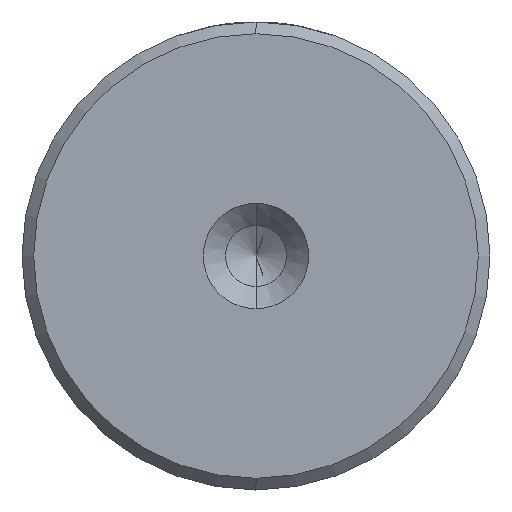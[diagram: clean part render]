
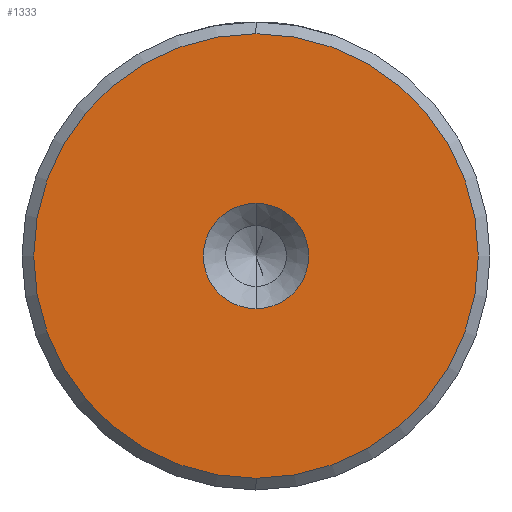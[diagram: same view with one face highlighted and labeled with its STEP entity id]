
A CAD part, left-side view. The second image highlights one B-rep face of the part: STEP entity #1333.
In plain terms, the highlighted planar face has unit normal (-1, 0, 0).
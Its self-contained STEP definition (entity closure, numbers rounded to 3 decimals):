
#223 = VERTEX_POINT ( 'NONE', #1787 ) ;
#293 = DIRECTION ( 'NONE',  ( 0., 0., 1. ) ) ;
#338 = EDGE_CURVE ( 'NONE', #223, #636, #1521, .T. ) ;
#374 = CARTESIAN_POINT ( 'NONE',  ( 0., 0., 2.25 ) ) ;
#391 = AXIS2_PLACEMENT_3D ( 'NONE', #481, #1696, #663 ) ;
#413 = ORIENTED_EDGE ( 'NONE', *, *, #338, .T. ) ;
#481 = CARTESIAN_POINT ( 'NONE',  ( 0., 0., 0. ) ) ;
#560 = DIRECTION ( 'NONE',  ( 0., 0., 1. ) ) ;
#569 = DIRECTION ( 'NONE',  ( -1., 0., 0. ) ) ;
#577 = CARTESIAN_POINT ( 'NONE',  ( 0., 0., 0. ) ) ;
#584 = EDGE_LOOP ( 'NONE', ( #1865, #1734 ) ) ;
#613 = EDGE_LOOP ( 'NONE', ( #1952, #413 ) ) ;
#636 = VERTEX_POINT ( 'NONE', #845 ) ;
#647 = PLANE ( 'NONE',  #2082 ) ;
#663 = DIRECTION ( 'NONE',  ( 0., 0., 1. ) ) ;
#688 = DIRECTION ( 'NONE',  ( -1., 0., 0. ) ) ;
#749 = FACE_OUTER_BOUND ( 'NONE', #613, .T. ) ;
#804 = EDGE_CURVE ( 'NONE', #636, #223, #1006, .T. ) ;
#833 = DIRECTION ( 'NONE',  ( 0., 0., 1. ) ) ;
#845 = CARTESIAN_POINT ( 'NONE',  ( 0., 0., -9.5 ) ) ;
#998 = CARTESIAN_POINT ( 'NONE',  ( 0., 0., 0. ) ) ;
#1006 = CIRCLE ( 'NONE', #2045, 9.5 ) ;
#1105 = CIRCLE ( 'NONE', #391, 2.25 ) ;
#1333 = ADVANCED_FACE ( 'NONE', ( #749, #1604 ), #647, .T. ) ;
#1334 = CARTESIAN_POINT ( 'NONE',  ( 0., 0., 0. ) ) ;
#1335 = VERTEX_POINT ( 'NONE', #2027 ) ;
#1340 = DIRECTION ( 'NONE',  ( -1., 0., 0. ) ) ;
#1449 = EDGE_CURVE ( 'NONE', #1335, #1658, #1105, .T. ) ;
#1456 = AXIS2_PLACEMENT_3D ( 'NONE', #1723, #688, #1897 ) ;
#1499 = EDGE_CURVE ( 'NONE', #1658, #1335, #1852, .T. ) ;
#1511 = DIRECTION ( 'NONE',  ( -1., 0., 0. ) ) ;
#1521 = CIRCLE ( 'NONE', #1871, 9.5 ) ;
#1604 = FACE_BOUND ( 'NONE', #584, .T. ) ;
#1658 = VERTEX_POINT ( 'NONE', #374 ) ;
#1696 = DIRECTION ( 'NONE',  ( -1., 0., 0. ) ) ;
#1723 = CARTESIAN_POINT ( 'NONE',  ( 0., 0., 0. ) ) ;
#1734 = ORIENTED_EDGE ( 'NONE', *, *, #1449, .F. ) ;
#1787 = CARTESIAN_POINT ( 'NONE',  ( 0., 0., 9.5 ) ) ;
#1852 = CIRCLE ( 'NONE', #1456, 2.25 ) ;
#1865 = ORIENTED_EDGE ( 'NONE', *, *, #1499, .F. ) ;
#1871 = AXIS2_PLACEMENT_3D ( 'NONE', #577, #569, #560 ) ;
#1897 = DIRECTION ( 'NONE',  ( 0., 0., 1. ) ) ;
#1952 = ORIENTED_EDGE ( 'NONE', *, *, #804, .T. ) ;
#2027 = CARTESIAN_POINT ( 'NONE',  ( 0., 0., -2.25 ) ) ;
#2045 = AXIS2_PLACEMENT_3D ( 'NONE', #1334, #1511, #833 ) ;
#2082 = AXIS2_PLACEMENT_3D ( 'NONE', #998, #1340, #293 ) ;
